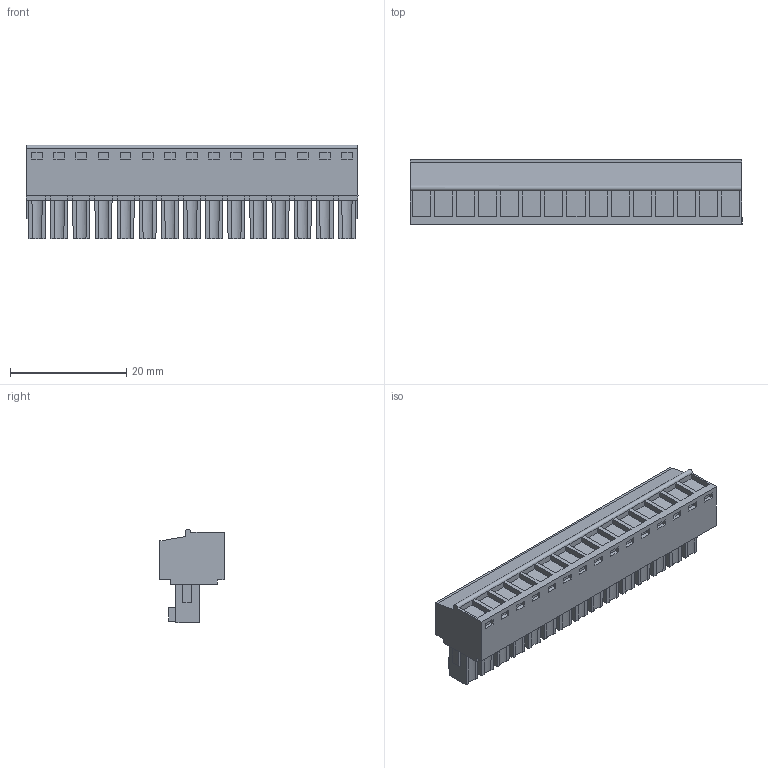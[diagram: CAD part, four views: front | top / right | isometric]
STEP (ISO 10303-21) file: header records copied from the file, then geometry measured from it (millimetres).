
FILE_DESCRIPTION(('CATIA V5 STEP','CAx-IF Rec.Pracs.--- Model Styling and Organization---1.2---2011-12-15'),'2;1');
FILE_NAME ('D1458822_0_1899520000_1899520000.stp','2017-04-14T12:56:11+00:00',('none'),('Weidmueller'),'CATIA Version 5-6 Release 2014','CATIA V5 STEP AP214','none');
FILE_SCHEMA(('AUTOMOTIVE_DESIGN { 1 0 10303 214 1 1 1 1 }'));
Length unit declared in the file: millimetre
Products named in the file (1): 1899520000
Bounding box: 57.15 x 11.1 x 16.1 mm (x, y, z)
Volume: 5851.7 mm3; surface area: 5292.5 mm2
Topology: 16 solids, 16 shells, 738 faces, 1849 edges, 1218 vertices
Faces by surface type: plane 617, cylinder 121
Entity records: 20109 total; most frequent: CARTESIAN_POINT 3791, ORIENTED_EDGE 3698, DIRECTION 2630, EDGE_CURVE 1849, VECTOR 1517, LINE 1517, VERTEX_POINT 1218, EDGE_LOOP 813
